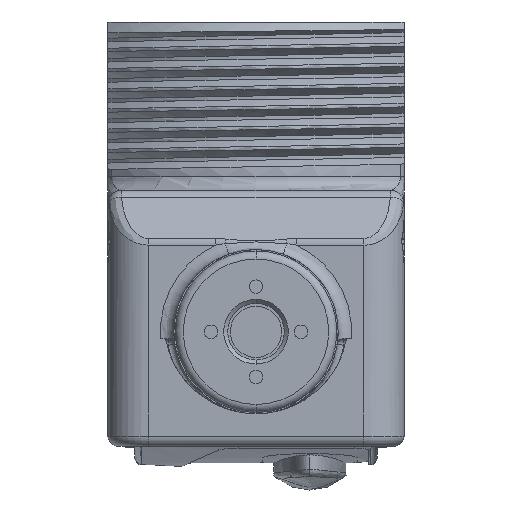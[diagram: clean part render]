
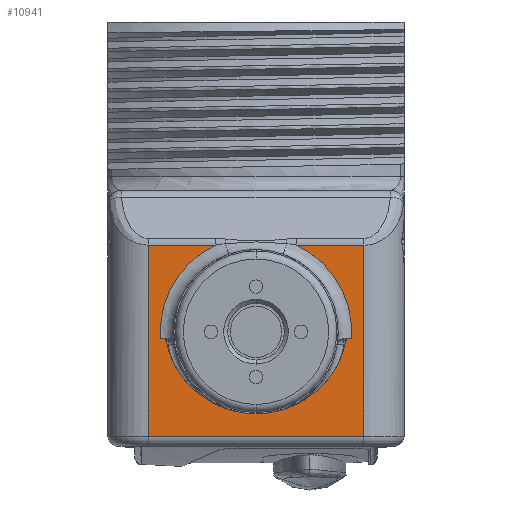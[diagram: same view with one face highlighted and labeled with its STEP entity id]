
A CAD part, front view. The second image highlights one B-rep face of the part: STEP entity #10941.
In plain terms, the highlighted planar face has unit normal (0, -1, 0).
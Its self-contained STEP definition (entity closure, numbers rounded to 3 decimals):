
#510=CARTESIAN_POINT('',(0.,0.,-19.5));
#511=DIRECTION('',(0.,1.,0.));
#512=DIRECTION('',(0.423,0.,0.906));
#513=AXIS2_PLACEMENT_3D('',#510,#511,#512);
#541=CARTESIAN_POINT('',(0.,0.,-18.75));
#542=DIRECTION('',(0.,-1.,0.));
#543=DIRECTION('',(-0.983,0.,-0.182));
#544=AXIS2_PLACEMENT_3D('',#541,#542,#543);
#546=DIRECTION('',(-1.,0.,0.));
#547=VECTOR('',#546,4.994);
#548=CARTESIAN_POINT('',(8.,0.,-13.068));
#549=LINE('',#548,#547);
#550=DIRECTION('',(-1.,0.,0.));
#551=VECTOR('',#550,4.994);
#552=CARTESIAN_POINT('',(-3.006,0.,
-13.068));
#553=LINE('',#552,#551);
#554=CARTESIAN_POINT('',(0.,0.,-19.5));
#555=DIRECTION('',(0.,1.,0.));
#556=DIRECTION('',(-0.998,0.,-0.07));
#557=AXIS2_PLACEMENT_3D('',#554,#555,#556);
#600=DIRECTION('',(0.,0.,-1.));
#601=VECTOR('',#600,14.182);
#602=CARTESIAN_POINT('',(-8.,0.,
-13.068));
#603=LINE('',#602,#601);
#743=DIRECTION('',(-1.,0.,0.));
#744=VECTOR('',#743,16.);
#745=CARTESIAN_POINT('',(8.,0.,-27.25));
#746=LINE('',#745,#744);
#775=DIRECTION('',(0.,0.,1.));
#776=VECTOR('',#775,14.182);
#777=CARTESIAN_POINT('',(8.,0.,-27.25));
#778=LINE('',#777,#776);
#798=CARTESIAN_POINT('',(8.,0.,-13.068));
#5579=DIRECTION('',(1.,0.,0.));
#5580=VECTOR('',#5579,0.347);
#5581=CARTESIAN_POINT('',(-7.082,0.,-20.));
#5582=LINE('',#5581,#5580);
#8827=DIRECTION('',(1.,0.,0.));
#8828=VECTOR('',#8827,0.347);
#8829=CARTESIAN_POINT('',(6.735,0.,-20.));
#8830=LINE('',#8829,#8828);
#9234=VERTEX_POINT('',#798);
#9237=CARTESIAN_POINT('',(-3.006,0.,
-13.068));
#9238=CARTESIAN_POINT('',(-8.,0.,
-13.068));
#9239=VERTEX_POINT('',#9237);
#9240=VERTEX_POINT('',#9238);
#9777=CARTESIAN_POINT('',(3.006,0.,
-13.068));
#9778=VERTEX_POINT('',#9777);
#9917=CARTESIAN_POINT('',(8.,0.,-27.25));
#9918=CARTESIAN_POINT('',(-8.,0.,-27.25));
#9919=VERTEX_POINT('',#9917);
#9920=VERTEX_POINT('',#9918);
#10041=CARTESIAN_POINT('',(-7.082,0.,-20.));
#10042=CARTESIAN_POINT('',(-6.735,0.,-20.));
#10043=VERTEX_POINT('',#10041);
#10044=VERTEX_POINT('',#10042);
#10045=CARTESIAN_POINT('',(6.735,0.,-20.));
#10046=CARTESIAN_POINT('',(7.082,0.,-20.));
#10047=VERTEX_POINT('',#10045);
#10048=VERTEX_POINT('',#10046);
#10916=CARTESIAN_POINT('',(-11.,0.,-9.));
#10917=DIRECTION('',(0.,-1.,0.));
#10918=DIRECTION('',(1.,0.,0.));
#10919=AXIS2_PLACEMENT_3D('',#10916,#10917,#10918);
#10920=PLANE('',#10919);
#10922=ORIENTED_EDGE('',*,*,#10921,.F.);
#10924=ORIENTED_EDGE('',*,*,#10923,.T.);
#10925=ORIENTED_EDGE('',*,*,#10829,.T.);
#10927=ORIENTED_EDGE('',*,*,#10926,.T.);
#10928=ORIENTED_EDGE('',*,*,#10900,.F.);
#10930=ORIENTED_EDGE('',*,*,#10929,.F.);
#10932=ORIENTED_EDGE('',*,*,#10931,.F.);
#10934=ORIENTED_EDGE('',*,*,#10933,.T.);
#10936=ORIENTED_EDGE('',*,*,#10935,.F.);
#10938=ORIENTED_EDGE('',*,*,#10937,.F.);
#10939=EDGE_LOOP('',(#10922,#10924,#10925,#10927,#10928,#10930,#10932,#10934,
#10936,#10938));
#10940=FACE_OUTER_BOUND('',#10939,.F.);
#10941=ADVANCED_FACE('',(#10940),#10920,.T.);
#514=CIRCLE('',#513,7.1);
#545=CIRCLE('',#544,6.85);
#558=CIRCLE('',#557,7.1);
#10829=EDGE_CURVE('',#10044,#10047,#545,.T.);
#10900=EDGE_CURVE('',#9778,#10048,#514,.T.);
#10921=EDGE_CURVE('',#10043,#9239,#558,.T.);
#10923=EDGE_CURVE('',#10043,#10044,#5582,.T.);
#10926=EDGE_CURVE('',#10047,#10048,#8830,.T.);
#10929=EDGE_CURVE('',#9234,#9778,#549,.T.);
#10931=EDGE_CURVE('',#9919,#9234,#778,.T.);
#10933=EDGE_CURVE('',#9919,#9920,#746,.T.);
#10935=EDGE_CURVE('',#9240,#9920,#603,.T.);
#10937=EDGE_CURVE('',#9239,#9240,#553,.T.);
